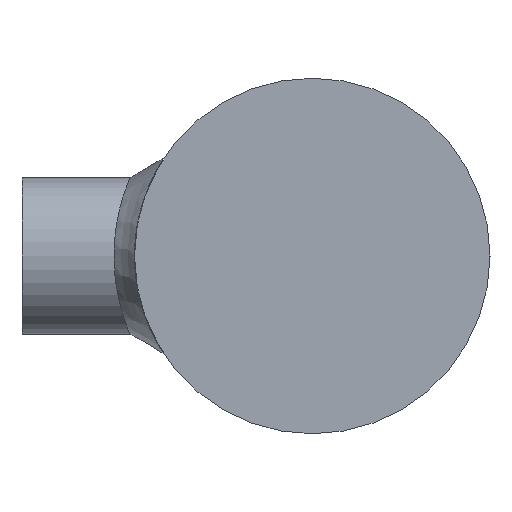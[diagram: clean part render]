
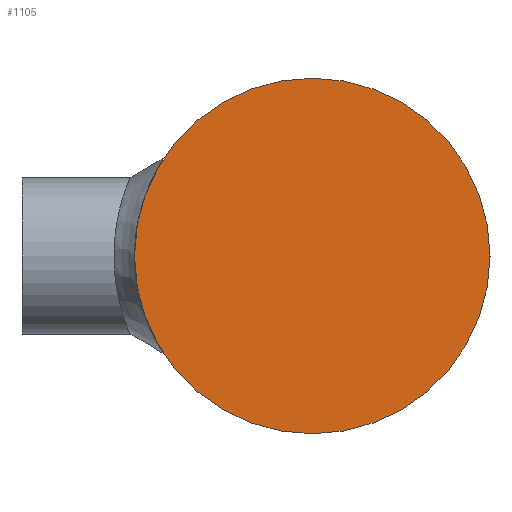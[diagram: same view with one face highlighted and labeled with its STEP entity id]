
A CAD part, left-side view. The second image highlights one B-rep face of the part: STEP entity #1105.
In plain terms, the highlighted planar face has unit normal (-1, 0, 0).
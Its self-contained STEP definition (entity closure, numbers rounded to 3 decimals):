
#324=FACE_OUTER_BOUND('',#420,.T.);
#420=EDGE_LOOP('',(#1009));
#488=CIRCLE('',#1364,25.);
#583=VERTEX_POINT('',#2880);
#722=EDGE_CURVE('',#583,#583,#488,.T.);
#1009=ORIENTED_EDGE('',*,*,#722,.F.);
#1034=PLANE('',#1372);
#1105=ADVANCED_FACE('',(#324),#1034,.F.);
#1364=AXIS2_PLACEMENT_3D('',#2882,#1700,#1701);
#1372=AXIS2_PLACEMENT_3D('',#2895,#1718,#1719);
#1700=DIRECTION('center_axis',(1.,0.,0.));
#1701=DIRECTION('ref_axis',(0.,1.,0.));
#1718=DIRECTION('center_axis',(1.,0.,0.));
#1719=DIRECTION('ref_axis',(0.,0.,-1.));
#2880=CARTESIAN_POINT('',(0.,-25.,0.));
#2882=CARTESIAN_POINT('Origin',(0.,0.,0.));
#2895=CARTESIAN_POINT('Origin',(0.,0.,0.));
